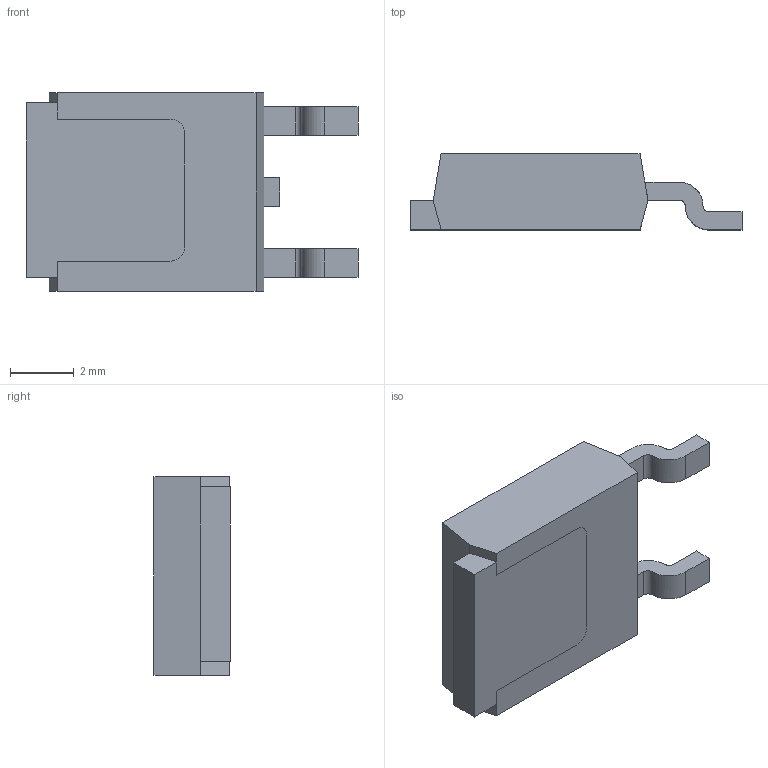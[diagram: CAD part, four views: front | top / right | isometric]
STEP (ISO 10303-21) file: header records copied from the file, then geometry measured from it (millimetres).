
FILE_DESCRIPTION (( 'STEP AP214' ), '1' );
FILE_NAME ('User Library-sot-428.STEP', '2017-11-24T10:34:24', ( '' ), ( '' ), 'SwSTEP 2.0', 'SolidWorks 2017', '' );
FILE_SCHEMA (( 'AUTOMOTIVE_DESIGN' ));
Length unit declared in the file: millimetre
Products named in the file (1): User Library-sot-428
Bounding box: 10.4 x 2.38 x 6.22 mm (x, y, z)
Volume: 104 mm3; surface area: 171.3 mm2
Topology: 1 solids, 1 shells, 40 faces, 112 edges, 74 vertices
Faces by surface type: plane 32, cylinder 8
Entity records: 1532 total; most frequent: CARTESIAN_POINT 393, ORIENTED_EDGE 224, DIRECTION 164, EDGE_CURVE 112, LINE 82, VECTOR 82, VERTEX_POINT 74, AXIS2_PLACEMENT_3D 41
